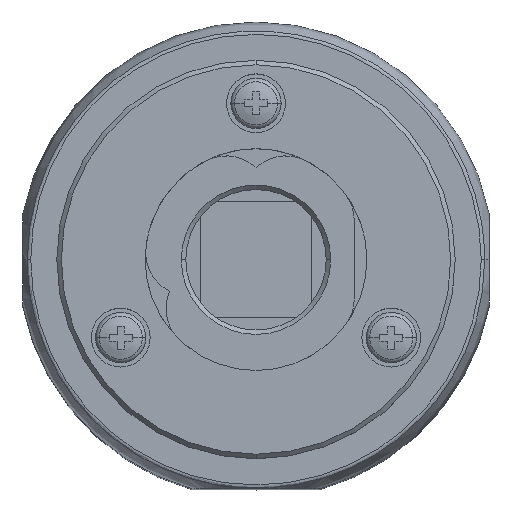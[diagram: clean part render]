
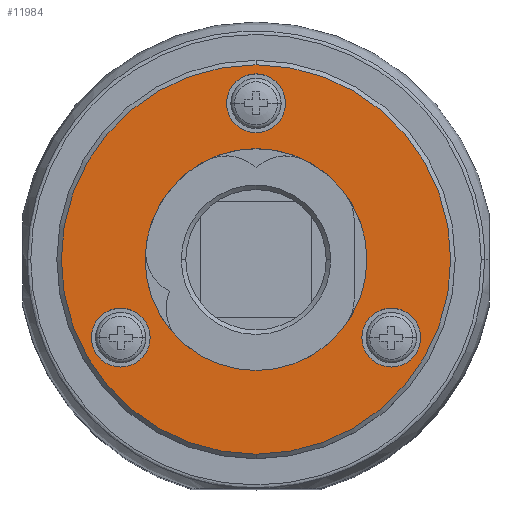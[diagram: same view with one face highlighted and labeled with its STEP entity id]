
A CAD part, top view. The second image highlights one B-rep face of the part: STEP entity #11984.
In plain terms, the highlighted planar face has unit normal (0, 0, 1).
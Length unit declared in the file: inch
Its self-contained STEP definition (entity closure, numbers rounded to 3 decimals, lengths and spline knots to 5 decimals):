
#2067=CARTESIAN_POINT('',(0.,0.,0.));
#2068=DIRECTION('',(0.,0.,1.));
#2069=DIRECTION('',(0.,1.,0.));
#2070=AXIS2_PLACEMENT_3D('',#2067,#2068,#2069);
#2072=CARTESIAN_POINT('',(0.,0.,0.));
#2073=DIRECTION('',(0.,0.,1.));
#2074=DIRECTION('',(0.,-1.,0.));
#2075=AXIS2_PLACEMENT_3D('',#2072,#2073,#2074);
#2077=CARTESIAN_POINT('',(0.,0.,0.));
#2078=DIRECTION('',(0.,0.,-1.));
#2079=DIRECTION('',(-1.,0.,0.));
#2080=AXIS2_PLACEMENT_3D('',#2077,#2078,#2079);
#2082=CARTESIAN_POINT('',(0.,0.,0.));
#2083=DIRECTION('',(0.,0.,-1.));
#2084=DIRECTION('',(1.,0.,0.));
#2085=AXIS2_PLACEMENT_3D('',#2082,#2083,#2084);
#2087=CARTESIAN_POINT('',(0.,0.67913,0.));
#2088=DIRECTION('',(0.,0.,1.));
#2089=DIRECTION('',(-1.,0.,0.));
#2090=AXIS2_PLACEMENT_3D('',#2087,#2088,#2089);
#2092=CARTESIAN_POINT('',(0.,0.67913,0.));
#2093=DIRECTION('',(0.,0.,1.));
#2094=DIRECTION('',(1.,0.,0.));
#2095=AXIS2_PLACEMENT_3D('',#2092,#2093,#2094);
#2097=CARTESIAN_POINT('',(-0.58815,-0.33957,0.));
#2098=DIRECTION('',(0.,0.,1.));
#2099=DIRECTION('',(0.5,-0.866,0.));
#2100=AXIS2_PLACEMENT_3D('',#2097,#2098,#2099);
#2102=CARTESIAN_POINT('',(-0.58815,-0.33957,0.));
#2103=DIRECTION('',(0.,0.,1.));
#2104=DIRECTION('',(-0.5,0.866,0.));
#2105=AXIS2_PLACEMENT_3D('',#2102,#2103,#2104);
#2107=CARTESIAN_POINT('',(0.58815,-0.33957,0.));
#2108=DIRECTION('',(0.,0.,1.));
#2109=DIRECTION('',(0.5,0.866,0.));
#2110=AXIS2_PLACEMENT_3D('',#2107,#2108,#2109);
#2112=CARTESIAN_POINT('',(0.58815,-0.33957,0.));
#2113=DIRECTION('',(0.,0.,1.));
#2114=DIRECTION('',(-0.5,-0.866,0.));
#2115=AXIS2_PLACEMENT_3D('',#2112,#2113,#2114);
#7416=CARTESIAN_POINT('',(-0.48228,0.,0.));
#7417=CARTESIAN_POINT('',(0.48228,0.,0.));
#7418=VERTEX_POINT('',#7416);
#7419=VERTEX_POINT('',#7417);
#7562=CARTESIAN_POINT('',(-0.12795,0.67913,0.));
#7563=CARTESIAN_POINT('',(0.12795,0.67913,0.));
#7564=VERTEX_POINT('',#7562);
#7565=VERTEX_POINT('',#7563);
#7706=CARTESIAN_POINT('',(-0.52417,-0.45038,0.));
#7707=CARTESIAN_POINT('',(-0.65212,-0.22876,0.));
#7708=VERTEX_POINT('',#7706);
#7709=VERTEX_POINT('',#7707);
#7714=CARTESIAN_POINT('',(0.65212,-0.22876,0.));
#7715=CARTESIAN_POINT('',(0.52417,-0.45038,0.));
#7716=VERTEX_POINT('',#7714);
#7717=VERTEX_POINT('',#7715);
#7746=CARTESIAN_POINT('',(0.,0.84646,0.));
#7747=CARTESIAN_POINT('',(0.,-0.84646,0.));
#7748=VERTEX_POINT('',#7746);
#7749=VERTEX_POINT('',#7747);
#11951=CARTESIAN_POINT('',(0.,0.,0.));
#11952=DIRECTION('',(0.,0.,-1.));
#11953=DIRECTION('',(-1.,0.,0.));
#11954=AXIS2_PLACEMENT_3D('',#11951,#11952,#11953);
#11955=PLANE('',#11954);
#11957=ORIENTED_EDGE('',*,*,#11956,.F.);
#11959=ORIENTED_EDGE('',*,*,#11958,.F.);
#11960=EDGE_LOOP('',(#11957,#11959));
#11961=FACE_OUTER_BOUND('',#11960,.F.);
#11962=ORIENTED_EDGE('',*,*,#11830,.F.);
#11963=ORIENTED_EDGE('',*,*,#11868,.F.);
#11964=EDGE_LOOP('',(#11962,#11963));
#11965=FACE_BOUND('',#11964,.F.);
#11967=ORIENTED_EDGE('',*,*,#11966,.T.);
#11969=ORIENTED_EDGE('',*,*,#11968,.T.);
#11970=EDGE_LOOP('',(#11967,#11969));
#11971=FACE_BOUND('',#11970,.F.);
#11973=ORIENTED_EDGE('',*,*,#11972,.T.);
#11975=ORIENTED_EDGE('',*,*,#11974,.T.);
#11976=EDGE_LOOP('',(#11973,#11975));
#11977=FACE_BOUND('',#11976,.F.);
#11979=ORIENTED_EDGE('',*,*,#11978,.T.);
#11981=ORIENTED_EDGE('',*,*,#11980,.T.);
#11982=EDGE_LOOP('',(#11979,#11981));
#11983=FACE_BOUND('',#11982,.F.);
#11984=ADVANCED_FACE('',(#11961,#11965,#11971,#11977,#11983),#11955,.F.);
#2071=CIRCLE('',#2070,0.84646);
#2076=CIRCLE('',#2075,0.84646);
#2081=CIRCLE('',#2080,0.48228);
#2086=CIRCLE('',#2085,0.48228);
#2091=CIRCLE('',#2090,0.12795);
#2096=CIRCLE('',#2095,0.12795);
#2101=CIRCLE('',#2100,0.12795);
#2106=CIRCLE('',#2105,0.12795);
#2111=CIRCLE('',#2110,0.12795);
#2116=CIRCLE('',#2115,0.12795);
#11830=EDGE_CURVE('',#7418,#7419,#2081,.T.);
#11868=EDGE_CURVE('',#7419,#7418,#2086,.T.);
#11956=EDGE_CURVE('',#7748,#7749,#2071,.T.);
#11958=EDGE_CURVE('',#7749,#7748,#2076,.T.);
#11966=EDGE_CURVE('',#7564,#7565,#2091,.T.);
#11968=EDGE_CURVE('',#7565,#7564,#2096,.T.);
#11972=EDGE_CURVE('',#7708,#7709,#2101,.T.);
#11974=EDGE_CURVE('',#7709,#7708,#2106,.T.);
#11978=EDGE_CURVE('',#7716,#7717,#2111,.T.);
#11980=EDGE_CURVE('',#7717,#7716,#2116,.T.);
